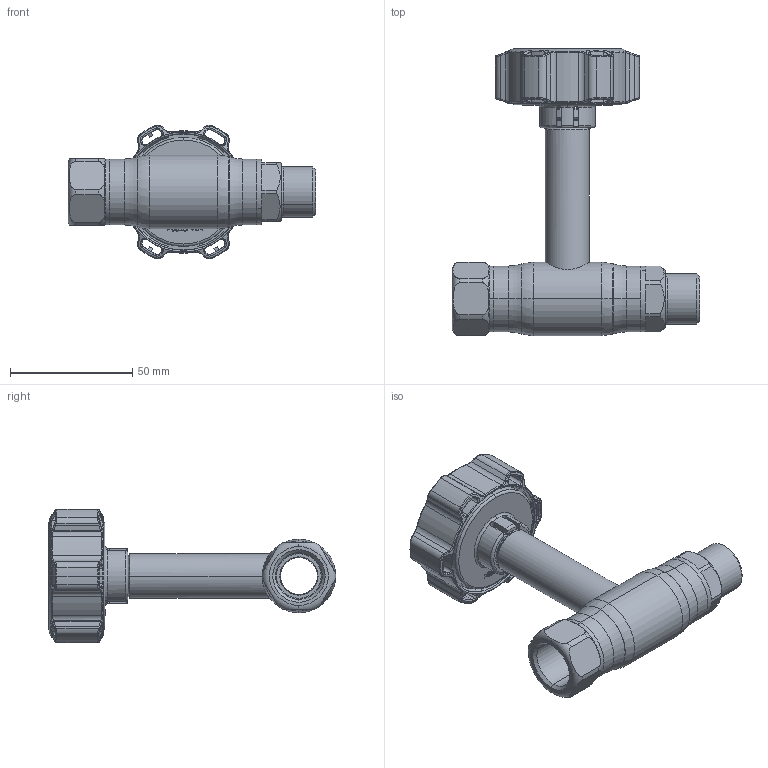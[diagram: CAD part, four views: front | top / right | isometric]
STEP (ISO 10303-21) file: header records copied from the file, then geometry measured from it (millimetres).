
FILE_DESCRIPTION (( 'STEP AP214' ), '1' );
FILE_NAME ('1015002401-1200.step', '2024-01-16T11:11:37', ( '' ), ( '' ), 'SwSTEP 2.0', 'SolidWorks 2021', '' );
FILE_SCHEMA (( 'AUTOMOTIVE_DESIGN' ));
Length unit declared in the file: millimetre
Products named in the file (1): 1015002401-1200
Bounding box: 101 x 117.3 x 54.57 mm (x, y, z)
Surface area: 29561 mm2 (no closed solid volume)
Topology: 0 solids, 8 shells, 554 faces, 1578 edges, 1014 vertices
Faces by surface type: bspline 172, cylinder 134, plane 105, torus 93, cone 50
Entity records: 33668 total; most frequent: CARTESIAN_POINT 14754, ORIENTED_EDGE 2839, DIRECTION 2280, EDGE_CURVE 1578, VERTEX_POINT 1014, AXIS2_PLACEMENT_3D 919, EDGE_LOOP 590, B_SPLINE_CURVE_WITH_KNOTS 570
